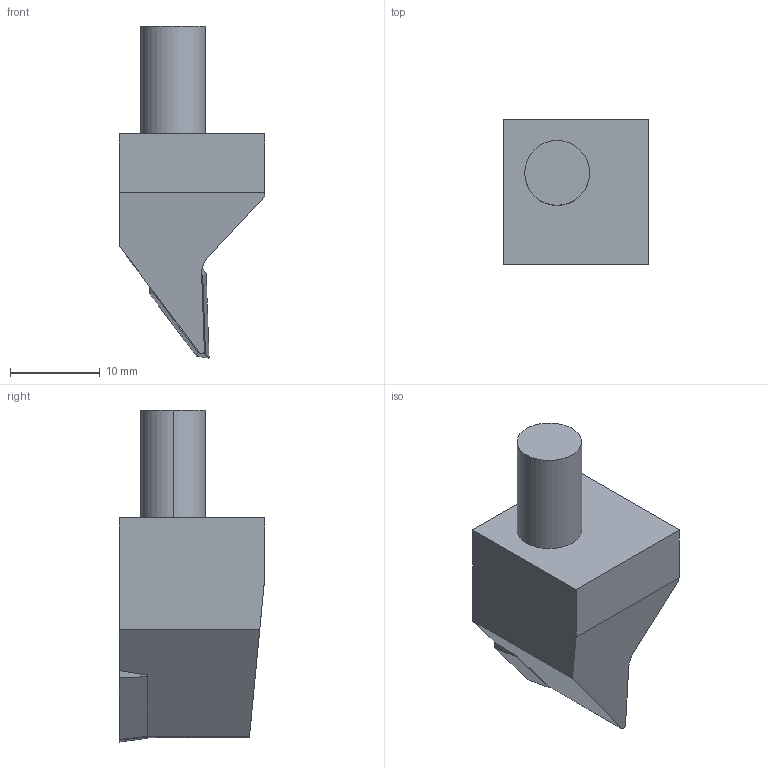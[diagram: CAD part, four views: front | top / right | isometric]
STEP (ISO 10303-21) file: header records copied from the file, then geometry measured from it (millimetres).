
FILE_DESCRIPTION(('CATIA V5 STEP','CAx-IF Rec.Pracs.--- Model Styling and Organization---1.2---2011-12-15'),'2;1');
FILE_NAME('QE1B SVXCR 11 STPL.stp','2022-10-19T07:08:29+00:00',('none'),('none'),'CATIA Version 5 Release 21 SP 5 (IN-10)','CATIA V5 STEP AP214','none');
FILE_SCHEMA(('AUTOMOTIVE_DESIGN { 1 0 10303 214 1 1 1 1 }'));
Length unit declared in the file: millimetre
Products named in the file (1): #5
Bounding box: 16.2 x 16.2 x 36.91 mm (x, y, z)
Volume: 4395.4 mm3; surface area: 2132.8 mm2
Topology: 2 solids, 2 shells, 40 faces, 112 edges, 78 vertices
Faces by surface type: plane 24, cylinder 10, torus 4, cone 2
Entity records: 1465 total; most frequent: CARTESIAN_POINT 443, ORIENTED_EDGE 200, DIRECTION 174, EDGE_CURVE 100, VECTOR 71, LINE 71, VERTEX_POINT 65, AXIS2_PLACEMENT_3D 63
